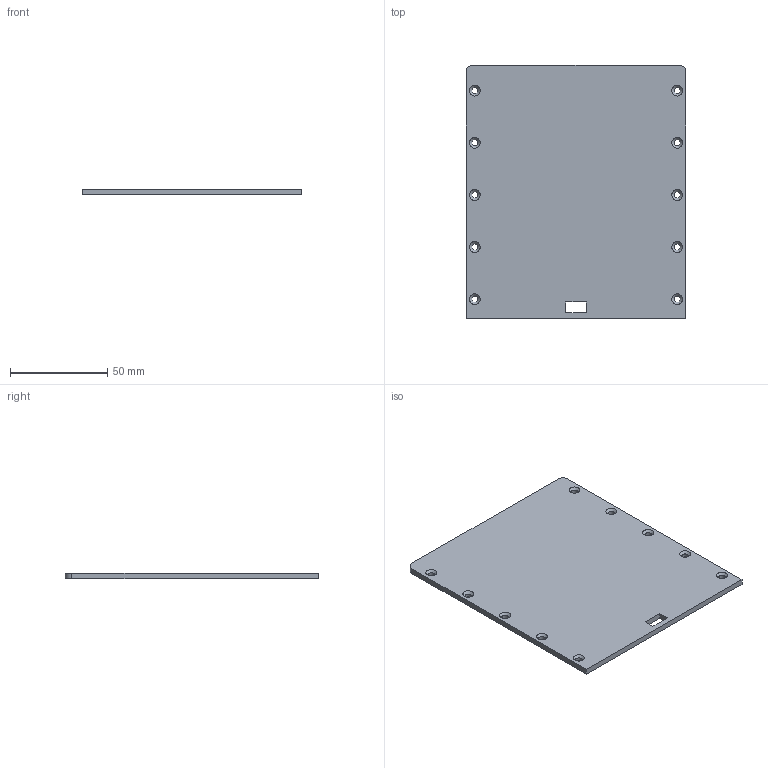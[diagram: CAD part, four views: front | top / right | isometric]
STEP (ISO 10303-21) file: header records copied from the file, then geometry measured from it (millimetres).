
FILE_DESCRIPTION(('FreeCAD Model'),'2;1');
FILE_NAME('Open CASCADE Shape Model','2024-11-01T12:55:24',(''),(''), 'Open CASCADE STEP processor 7.6','FreeCAD','Unknown');
FILE_SCHEMA(('AUTOMOTIVE_DESIGN { 1 0 10303 214 1 1 1 1 }'));
Length unit declared in the file: millimetre
Products named in the file (1): sleeve enclosure top plate
Bounding box: 112.8 x 130 x 3 mm (x, y, z)
Volume: 43458.4 mm3; surface area: 30832.3 mm2
Topology: 1 solids, 1 shells, 32 faces, 80 edges, 50 vertices
Faces by surface type: cylinder 12, plane 10, cone 10
Full cylindrical faces by diameter (mm): 3.3 x10
Entity records: 1024 total; most frequent: DIRECTION 180, CARTESIAN_POINT 163, ORIENTED_EDGE 160, EDGE_CURVE 80, AXIS2_PLACEMENT_3D 67, FACE_BOUND 54, EDGE_LOOP 54, VERTEX_POINT 50
